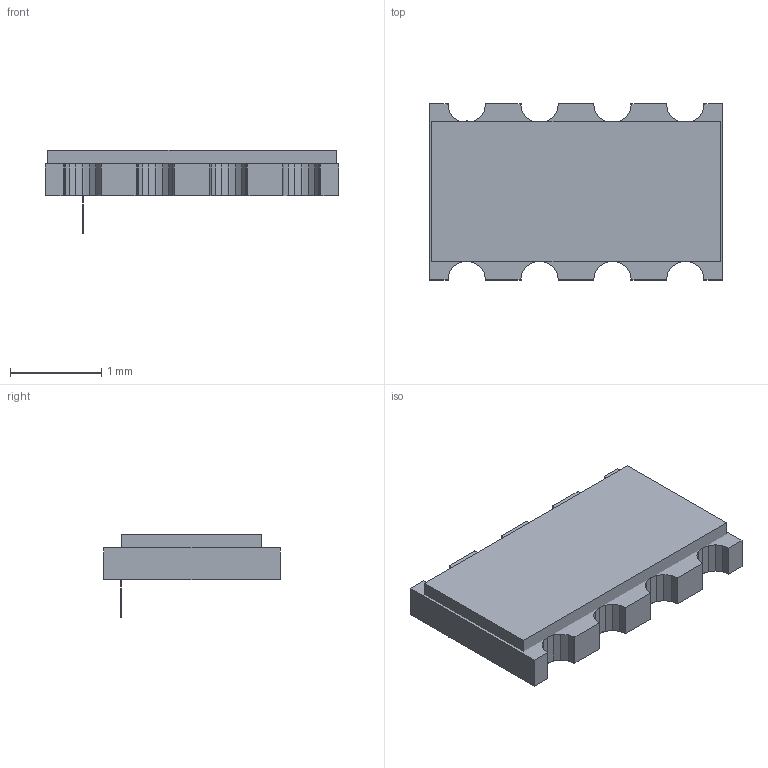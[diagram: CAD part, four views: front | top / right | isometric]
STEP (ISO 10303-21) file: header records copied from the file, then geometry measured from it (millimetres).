
FILE_DESCRIPTION (( 'STEP AP214' ), '1' );
FILE_NAME ('User Library-RRCAT16.STEP', '2021-02-22T07:21:47', ( '' ), ( '' ), 'SwSTEP 2.0', 'SolidWorks 2020', '' );
FILE_SCHEMA (( 'AUTOMOTIVE_DESIGN' ));
Length unit declared in the file: millimetre
Products named in the file (7): Board; 355267024; Extruded1; Extruded; Open CASCADE STEP translator 6.2 256.2; User Library-RRCAT16; 355265232
Assembly tree (6 placements, depth 4):
  User Library-RRCAT16
    Open CASCADE STEP translator 6.2 256.2
      355267024
        Extruded1
      355265232
        Extruded
    Board
Bounding box: 3.22 x 1.93 x 0.92 mm (x, y, z)
Volume: 4.4 mm3; surface area: 30.1 mm2
Topology: 3 solids, 3 shells, 106 faces, 300 edges, 200 vertices
Faces by surface type: plane 106
Entity records: 3612 total; most frequent: CARTESIAN_POINT 666, ORIENTED_EDGE 600, DIRECTION 520, EDGE_CURVE 300, LINE 284, VECTOR 284, VERTEX_POINT 200, AXIS2_PLACEMENT_3D 118
